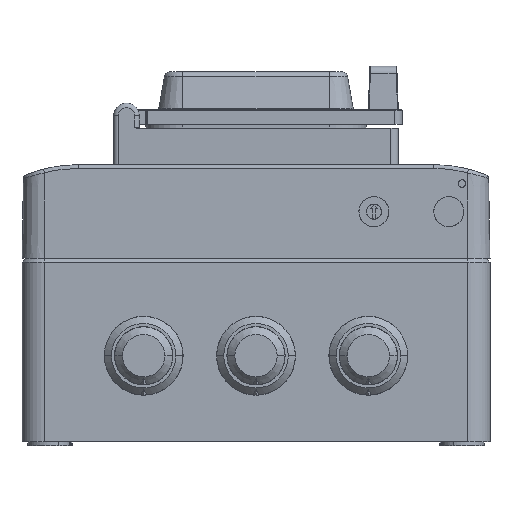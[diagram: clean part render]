
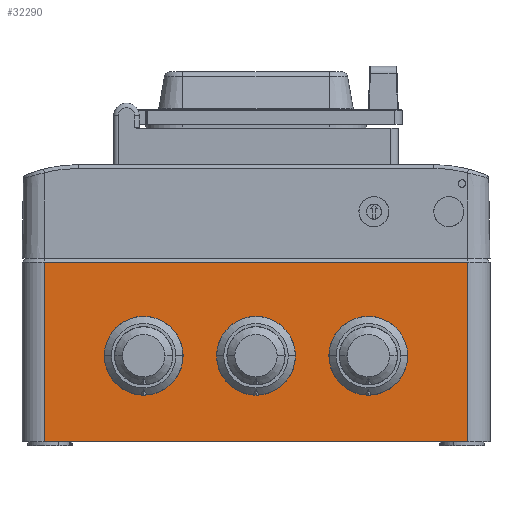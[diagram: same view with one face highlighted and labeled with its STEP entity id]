
A CAD part, front view. The second image highlights one B-rep face of the part: STEP entity #32290.
In plain terms, the highlighted planar face has unit normal (0, -1, 0).
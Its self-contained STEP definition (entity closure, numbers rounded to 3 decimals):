
#397=DIRECTION('',(-1.,0.,0.));
#398=VECTOR('',#397,113.);
#399=CARTESIAN_POINT('',(56.5,-37.5,-1.));
#400=LINE('',#399,#398);
#1096=DIRECTION('',(0.,0.,-1.));
#1097=VECTOR('',#1096,48.);
#1098=CARTESIAN_POINT('',(-56.5,-37.5,-1.));
#1099=LINE('',#1098,#1097);
#1103=DIRECTION('',(-1.,0.,0.));
#1104=VECTOR('',#1103,113.);
#1105=CARTESIAN_POINT('',(56.5,-37.5,-49.));
#1106=LINE('',#1105,#1104);
#1110=DIRECTION('',(0.,0.,-1.));
#1111=VECTOR('',#1110,48.);
#1112=CARTESIAN_POINT('',(56.5,-37.5,-1.));
#1113=LINE('',#1112,#1111);
#1165=CARTESIAN_POINT('',(30.,-37.5,-26.));
#1166=DIRECTION('',(0.,-1.,0.));
#1167=DIRECTION('',(1.,0.,0.));
#1168=AXIS2_PLACEMENT_3D('',#1165,#1166,#1167);
#1173=CARTESIAN_POINT('',(30.,-37.5,-26.));
#1174=DIRECTION('',(0.,-1.,0.));
#1175=DIRECTION('',(-1.,0.,0.));
#1176=AXIS2_PLACEMENT_3D('',#1173,#1174,#1175);
#1229=CARTESIAN_POINT('',(0.,-37.5,-26.));
#1230=DIRECTION('',(0.,-1.,0.));
#1231=DIRECTION('',(1.,0.,0.));
#1232=AXIS2_PLACEMENT_3D('',#1229,#1230,#1231);
#1237=CARTESIAN_POINT('',(0.,-37.5,-26.));
#1238=DIRECTION('',(0.,-1.,0.));
#1239=DIRECTION('',(-1.,0.,0.));
#1240=AXIS2_PLACEMENT_3D('',#1237,#1238,#1239);
#1293=CARTESIAN_POINT('',(-30.,-37.5,-26.));
#1294=DIRECTION('',(0.,-1.,0.));
#1295=DIRECTION('',(1.,0.,0.));
#1296=AXIS2_PLACEMENT_3D('',#1293,#1294,#1295);
#1301=CARTESIAN_POINT('',(-30.,-37.5,-26.));
#1302=DIRECTION('',(0.,-1.,0.));
#1303=DIRECTION('',(-1.,0.,0.));
#1304=AXIS2_PLACEMENT_3D('',#1301,#1302,#1303);
#28158=CARTESIAN_POINT('',(56.5,-37.5,-49.));
#28159=VERTEX_POINT('',#28158);
#28160=CARTESIAN_POINT('',(-56.5,-37.5,-49.));
#28161=VERTEX_POINT('',#28160);
#29133=CARTESIAN_POINT('',(56.5,-37.5,-1.));
#29134=VERTEX_POINT('',#29133);
#29137=CARTESIAN_POINT('',(-56.5,-37.5,-1.));
#29138=VERTEX_POINT('',#29137);
#31199=CARTESIAN_POINT('',(40.533,-37.5,-26.));
#31200=CARTESIAN_POINT('',(19.467,-37.5,-26.));
#31201=VERTEX_POINT('',#31199);
#31202=VERTEX_POINT('',#31200);
#31223=CARTESIAN_POINT('',(10.533,-37.5,-26.));
#31224=CARTESIAN_POINT('',(-10.533,-37.5,-26.));
#31225=VERTEX_POINT('',#31223);
#31226=VERTEX_POINT('',#31224);
#31247=CARTESIAN_POINT('',(-19.467,-37.5,-26.));
#31248=CARTESIAN_POINT('',(-40.533,-37.5,-26.));
#31249=VERTEX_POINT('',#31247);
#31250=VERTEX_POINT('',#31248);
#32260=CARTESIAN_POINT('',(56.5,-37.5,0.));
#32261=DIRECTION('',(0.,-1.,0.));
#32262=DIRECTION('',(-1.,0.,0.));
#32263=AXIS2_PLACEMENT_3D('',#32260,#32261,#32262);
#32264=PLANE('',#32263);
#32265=ORIENTED_EDGE('',*,*,#31901,.T.);
#32266=ORIENTED_EDGE('',*,*,#32255,.F.);
#32267=ORIENTED_EDGE('',*,*,#31802,.F.);
#32269=ORIENTED_EDGE('',*,*,#32268,.T.);
#32270=EDGE_LOOP('',(#32265,#32266,#32267,#32269));
#32271=FACE_OUTER_BOUND('',#32270,.F.);
#32273=ORIENTED_EDGE('',*,*,#32272,.T.);
#32275=ORIENTED_EDGE('',*,*,#32274,.T.);
#32276=EDGE_LOOP('',(#32273,#32275));
#32277=FACE_BOUND('',#32276,.F.);
#32279=ORIENTED_EDGE('',*,*,#32278,.T.);
#32281=ORIENTED_EDGE('',*,*,#32280,.T.);
#32282=EDGE_LOOP('',(#32279,#32281));
#32283=FACE_BOUND('',#32282,.F.);
#32285=ORIENTED_EDGE('',*,*,#32284,.T.);
#32287=ORIENTED_EDGE('',*,*,#32286,.T.);
#32288=EDGE_LOOP('',(#32285,#32287));
#32289=FACE_BOUND('',#32288,.F.);
#32290=ADVANCED_FACE('',(#32271,#32277,#32283,#32289),#32264,.T.);
#1169=CIRCLE('',#1168,10.533);
#1177=CIRCLE('',#1176,10.533);
#1233=CIRCLE('',#1232,10.533);
#1241=CIRCLE('',#1240,10.533);
#1297=CIRCLE('',#1296,10.533);
#1305=CIRCLE('',#1304,10.533);
#31802=EDGE_CURVE('',#29134,#29138,#400,.T.);
#31901=EDGE_CURVE('',#28159,#28161,#1106,.T.);
#32255=EDGE_CURVE('',#29138,#28161,#1099,.T.);
#32268=EDGE_CURVE('',#29134,#28159,#1113,.T.);
#32272=EDGE_CURVE('',#31201,#31202,#1169,.T.);
#32274=EDGE_CURVE('',#31202,#31201,#1177,.T.);
#32278=EDGE_CURVE('',#31225,#31226,#1233,.T.);
#32280=EDGE_CURVE('',#31226,#31225,#1241,.T.);
#32284=EDGE_CURVE('',#31249,#31250,#1297,.T.);
#32286=EDGE_CURVE('',#31250,#31249,#1305,.T.);
